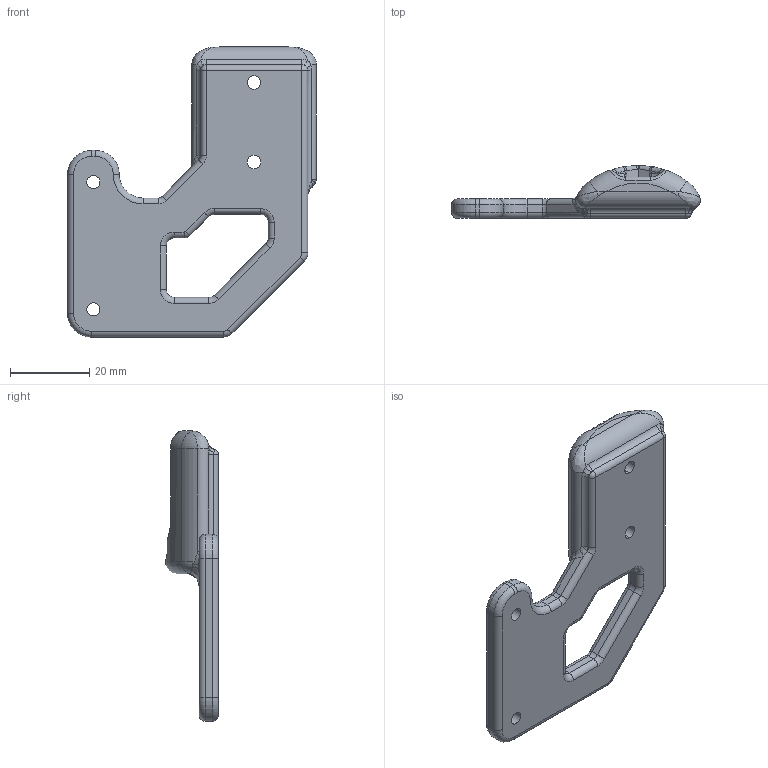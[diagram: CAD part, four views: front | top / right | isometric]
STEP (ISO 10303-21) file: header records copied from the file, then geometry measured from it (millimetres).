
FILE_DESCRIPTION (( 'STEP AP214' ), '1' );
FILE_NAME ('Right_oozing.STEP', '2024-10-12T22:18:36', ( '' ), ( '' ), 'SwSTEP 2.0', 'SolidWorks 2024', '' );
FILE_SCHEMA (( 'AUTOMOTIVE_DESIGN' ));
Length unit declared in the file: millimetre
Products named in the file (1): Right_oozing
Bounding box: 62.7 x 13.28 x 73.17 mm (x, y, z)
Volume: 18493.6 mm3; surface area: 7774.2 mm2
Topology: 1 solids, 1 shells, 201 faces, 486 edges, 279 vertices
Faces by surface type: cylinder 78, bspline 45, torus 39, plane 33, sphere 4, cone 2
Entity records: 7339 total; most frequent: CARTESIAN_POINT 2951, ORIENTED_EDGE 948, DIRECTION 888, EDGE_CURVE 474, AXIS2_PLACEMENT_3D 364, VERTEX_POINT 277, EDGE_LOOP 213, CIRCLE 207
